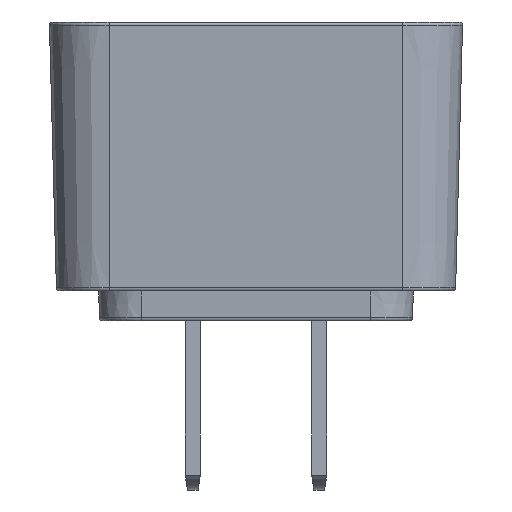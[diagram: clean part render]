
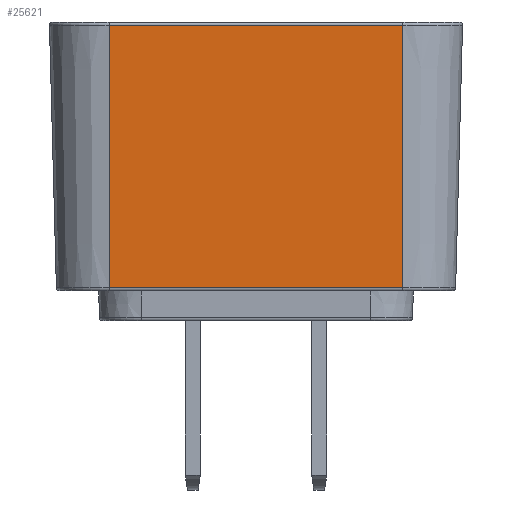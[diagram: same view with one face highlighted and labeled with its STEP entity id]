
A CAD part, left-side view. The second image highlights one B-rep face of the part: STEP entity #25621.
In plain terms, the highlighted face is planar.
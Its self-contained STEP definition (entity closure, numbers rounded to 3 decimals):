
#1147 = CARTESIAN_POINT ( 'NONE',  ( 16.029, -14.75, -27. ) ) ;
#1202 = CARTESIAN_POINT ( 'NONE',  ( 16.021, 14.75, -26.692 ) ) ;
#1584 = CARTESIAN_POINT ( 'NONE',  ( 15.329, -14.75, -0.292 ) ) ;
#2234 = VERTEX_POINT ( 'NONE', #1584 ) ;
#3754 = EDGE_CURVE ( 'NONE', #35000, #2234, #7052, .T. ) ;
#3858 = EDGE_CURVE ( 'NONE', #8260, #33656, #21290, .T. ) ;
#6144 = CARTESIAN_POINT ( 'NONE',  ( 16.029, 14.75, -27. ) ) ;
#6845 = VECTOR ( 'NONE', #37815, 1000. ) ;
#7052 = LINE ( 'NONE', #1147, #38311 ) ;
#7162 = DIRECTION ( 'NONE',  ( 0.026, 0., -1. ) ) ;
#7240 = ORIENTED_EDGE ( 'NONE', *, *, #23345, .T. ) ;
#7306 = AXIS2_PLACEMENT_3D ( 'NONE', #19398, #22278, #7162 ) ;
#8260 = VERTEX_POINT ( 'NONE', #1202 ) ;
#9988 = DIRECTION ( 'NONE',  ( -0.026, 0., 1. ) ) ;
#10105 = CARTESIAN_POINT ( 'NONE',  ( 16.021, -14.75, -26.692 ) ) ;
#10418 = EDGE_CURVE ( 'NONE', #35000, #8260, #37161, .T. ) ;
#11312 = EDGE_LOOP ( 'NONE', ( #22612, #20781, #30294, #7240 ) ) ;
#17772 = CARTESIAN_POINT ( 'NONE',  ( 15.329, -14.75, -0.292 ) ) ;
#19398 = CARTESIAN_POINT ( 'NONE',  ( 16.029, -14.75, -27. ) ) ;
#20781 = ORIENTED_EDGE ( 'NONE', *, *, #10418, .T. ) ;
#20955 = DIRECTION ( 'NONE',  ( 0., -1., 0. ) ) ;
#21290 = LINE ( 'NONE', #6144, #31249 ) ;
#22107 = FACE_OUTER_BOUND ( 'NONE', #11312, .T. ) ;
#22278 = DIRECTION ( 'NONE',  ( 1., 0., 0.026 ) ) ;
#22612 = ORIENTED_EDGE ( 'NONE', *, *, #3754, .F. ) ;
#23345 = EDGE_CURVE ( 'NONE', #33656, #2234, #30796, .T. ) ;
#25621 = ADVANCED_FACE ( 'NONE', ( #22107 ), #37194, .T. ) ;
#27347 = DIRECTION ( 'NONE',  ( -0.026, 0., 1. ) ) ;
#27372 = CARTESIAN_POINT ( 'NONE',  ( 15.329, 14.75, -0.292 ) ) ;
#28596 = CARTESIAN_POINT ( 'NONE',  ( 16.021, -14.75, -26.692 ) ) ;
#30294 = ORIENTED_EDGE ( 'NONE', *, *, #3858, .T. ) ;
#30796 = LINE ( 'NONE', #17772, #37855 ) ;
#31249 = VECTOR ( 'NONE', #27347, 1000. ) ;
#33656 = VERTEX_POINT ( 'NONE', #27372 ) ;
#35000 = VERTEX_POINT ( 'NONE', #10105 ) ;
#37161 = LINE ( 'NONE', #28596, #6845 ) ;
#37194 = PLANE ( 'NONE',  #7306 ) ;
#37815 = DIRECTION ( 'NONE',  ( 0., 1., 0. ) ) ;
#37855 = VECTOR ( 'NONE', #20955, 1000. ) ;
#38311 = VECTOR ( 'NONE', #9988, 1000. ) ;
